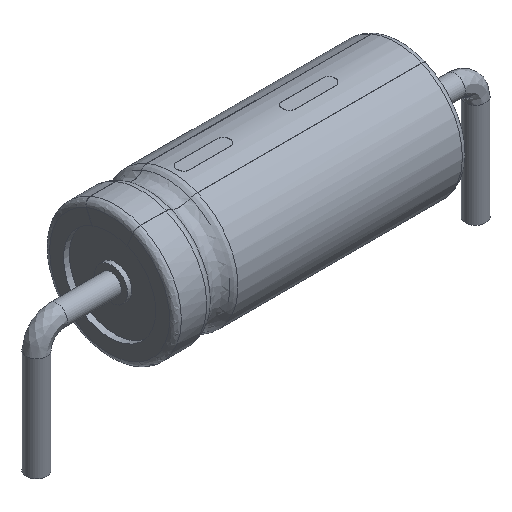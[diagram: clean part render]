
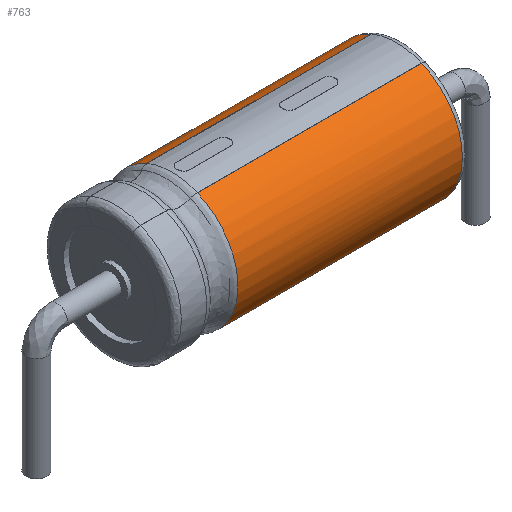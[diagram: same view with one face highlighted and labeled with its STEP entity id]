
A CAD part, isometric view. The second image highlights one B-rep face of the part: STEP entity #763.
In plain terms, the highlighted cylindrical face has radius 2.25 mm (diameter 4.5 mm), a partial arc.
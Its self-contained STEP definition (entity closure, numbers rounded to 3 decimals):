
#138=VERTEX_POINT('',#139);
#139=CARTESIAN_POINT('',(12.3,-0.861,4.329));
#145=EDGE_CURVE('',#146,#138,#148,.T.);
#146=VERTEX_POINT('',#147);
#147=CARTESIAN_POINT('',(4.635,-0.861,4.329));
#148=LINE('',#149,#150);
#149=CARTESIAN_POINT('',(4.5,-0.861,4.329));
#150=VECTOR('',#151,1.);
#151=DIRECTION('',(1.,0.,0.));
#197=DIRECTION('',(-1.,0.,0.));
#367=VERTEX_POINT('',#368);
#368=CARTESIAN_POINT('',(12.3,0.861,4.329));
#372=DIRECTION('',(0.,0.383,0.924));
#373=ORIENTED_EDGE('',*,*,#374,.F.);
#374=EDGE_CURVE('',#375,#367,#377,.T.);
#375=VERTEX_POINT('',#376);
#376=CARTESIAN_POINT('',(4.635,0.861,4.329));
#377=LINE('',#378,#150);
#378=CARTESIAN_POINT('',(4.5,0.861,4.329));
#695=ORIENTED_EDGE('',*,*,#696,.T.);
#696=EDGE_CURVE('',#375,#146,#697,.T.);
#697=B_SPLINE_CURVE_WITH_KNOTS('',11,(#698,#699,#700,#701,#702,#703,#704,#705,#706,#707,#708,#709,#710,#711,#712,#713,#714,#715,#716,#717,#718,#719,#720,#721,#722,#723,#724,#725,#726,#727,#728,#729),.UNSPECIFIED.,.F.,.F.,(12,10,10,12),(-0.527,0.,12.37,12.897),.UNSPECIFIED.);
#698=CARTESIAN_POINT('',(4.635,0.374,4.53));
#699=CARTESIAN_POINT('',(4.635,0.419,4.512));
#700=CARTESIAN_POINT('',(4.635,0.463,4.494));
#701=CARTESIAN_POINT('',(4.635,0.508,4.475));
#702=CARTESIAN_POINT('',(4.635,0.552,4.457));
#703=CARTESIAN_POINT('',(4.635,0.596,4.438));
#704=CARTESIAN_POINT('',(4.635,0.641,4.42));
#705=CARTESIAN_POINT('',(4.635,0.685,4.402));
#706=CARTESIAN_POINT('',(4.635,0.729,4.383));
#707=CARTESIAN_POINT('',(4.635,0.773,4.365));
#708=CARTESIAN_POINT('',(4.635,0.817,4.347));
#709=CARTESIAN_POINT('',(4.635,1.893,3.901));
#710=CARTESIAN_POINT('',(4.635,2.709,2.905));
#711=CARTESIAN_POINT('',(4.635,2.932,1.445));
#712=CARTESIAN_POINT('',(4.635,2.256,0.022));
#713=CARTESIAN_POINT('',(4.635,0.954,-0.98));
#714=CARTESIAN_POINT('',(4.635,-0.954,-0.98));
#715=CARTESIAN_POINT('',(4.635,-2.256,0.022));
#716=CARTESIAN_POINT('',(4.635,-2.932,1.445));
#717=CARTESIAN_POINT('',(4.635,-2.709,2.905));
#718=CARTESIAN_POINT('',(4.635,-1.893,3.901));
#719=CARTESIAN_POINT('',(4.635,-0.817,4.347));
#720=CARTESIAN_POINT('',(4.635,-0.773,4.365));
#721=CARTESIAN_POINT('',(4.635,-0.729,4.383));
#722=CARTESIAN_POINT('',(4.635,-0.685,4.402));
#723=CARTESIAN_POINT('',(4.635,-0.641,4.42));
#724=CARTESIAN_POINT('',(4.635,-0.596,4.438));
#725=CARTESIAN_POINT('',(4.635,-0.552,4.457));
#726=CARTESIAN_POINT('',(4.635,-0.508,4.475));
#727=CARTESIAN_POINT('',(4.635,-0.463,4.494));
#728=CARTESIAN_POINT('',(4.635,-0.419,4.512));
#729=CARTESIAN_POINT('',(4.635,-0.374,4.53));
#763=ADVANCED_FACE('',(#764),#772,.T.);
#764=FACE_BOUND('',#765,.F.);
#765=EDGE_LOOP('',(#373,#695,#766,#767));
#766=ORIENTED_EDGE('',*,*,#145,.T.);
#767=ORIENTED_EDGE('',*,*,#768,.F.);
#768=EDGE_CURVE('',#367,#138,#769,.T.);
#769=CIRCLE('',#770,2.25);
#770=AXIS2_PLACEMENT_3D('',#771,#197,#372);
#771=CARTESIAN_POINT('',(12.3,0.,2.25));
#772=CYLINDRICAL_SURFACE('',#773,2.25);
#773=AXIS2_PLACEMENT_3D('',#774,#151,#372);
#774=CARTESIAN_POINT('',(4.5,0.,2.25));
